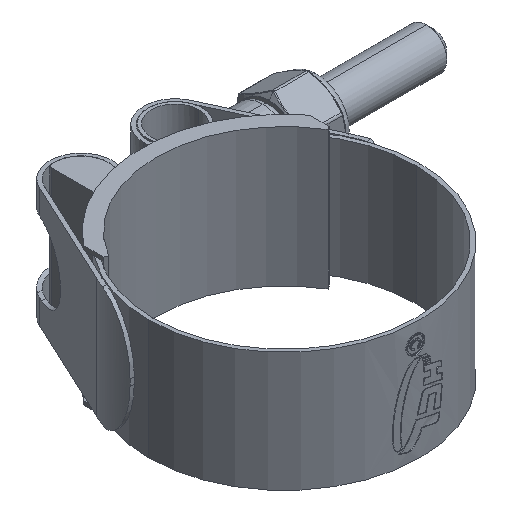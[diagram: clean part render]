
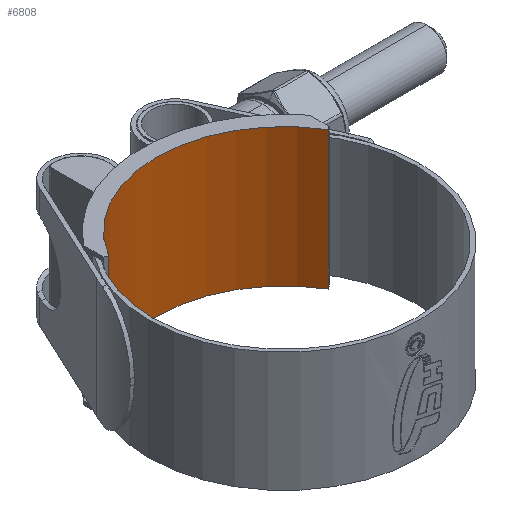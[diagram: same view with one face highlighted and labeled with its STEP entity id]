
A CAD part, isometric view. The second image highlights one B-rep face of the part: STEP entity #6808.
In plain terms, the highlighted cylindrical face has radius 20.39 mm (diameter 40.78 mm), a partial arc.
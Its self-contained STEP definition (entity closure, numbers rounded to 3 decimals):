
#348 = AXIS2_PLACEMENT_3D ( 'NONE', #2649, #4669, #2436 ) ;
#586 = DIRECTION ( 'NONE',  ( 1., 0., 0. ) ) ;
#861 = VERTEX_POINT ( 'NONE', #8621 ) ;
#1846 = EDGE_CURVE ( 'NONE', #11076, #861, #11296, .T. ) ;
#1851 = EDGE_CURVE ( 'NONE', #13721, #8754, #6789, .T. ) ;
#1929 = CARTESIAN_POINT ( 'NONE',  ( 0., 0., 10.39 ) ) ;
#2004 = FACE_OUTER_BOUND ( 'NONE', #5191, .T. ) ;
#2320 = EDGE_CURVE ( 'NONE', #11076, #8754, #10820, .T. ) ;
#2436 = DIRECTION ( 'NONE',  ( 1., 0., 0. ) ) ;
#2649 = CARTESIAN_POINT ( 'NONE',  ( 0., 0., 11. ) ) ;
#3548 = DIRECTION ( 'NONE',  ( 0., 0., 1. ) ) ;
#3780 = ORIENTED_EDGE ( 'NONE', *, *, #1846, .F. ) ;
#3992 = CARTESIAN_POINT ( 'NONE',  ( 17.477, 10.502, 11. ) ) ;
#4242 = VECTOR ( 'NONE', #6037, 1000. ) ;
#4669 = DIRECTION ( 'NONE',  ( 0., 0., -1. ) ) ;
#5191 = EDGE_LOOP ( 'NONE', ( #11122, #12522, #3780, #13864 ) ) ;
#6037 = DIRECTION ( 'NONE',  ( 0., 0., 1. ) ) ;
#6121 = CARTESIAN_POINT ( 'NONE',  ( 17.477, 10.502, 10.39 ) ) ;
#6720 = EDGE_CURVE ( 'NONE', #861, #13721, #11785, .T. ) ;
#6789 = CIRCLE ( 'NONE', #348, 20.39 ) ;
#6808 = ADVANCED_FACE ( 'NONE', ( #2004 ), #14522, .F. ) ;
#8288 = CARTESIAN_POINT ( 'NONE',  ( -17.477, 10.502, 11. ) ) ;
#8322 = CARTESIAN_POINT ( 'NONE',  ( 0., 0., -11. ) ) ;
#8440 = DIRECTION ( 'NONE',  ( 0., 0., 1. ) ) ;
#8621 = CARTESIAN_POINT ( 'NONE',  ( -17.477, 10.502, -11. ) ) ;
#8694 = VECTOR ( 'NONE', #8440, 1000. ) ;
#8754 = VERTEX_POINT ( 'NONE', #3992 ) ;
#10820 = LINE ( 'NONE', #6121, #8694 ) ;
#10956 = DIRECTION ( 'NONE',  ( 0., 0., 1. ) ) ;
#11076 = VERTEX_POINT ( 'NONE', #14236 ) ;
#11122 = ORIENTED_EDGE ( 'NONE', *, *, #1851, .F. ) ;
#11296 = CIRCLE ( 'NONE', #13206, 20.39 ) ;
#11785 = LINE ( 'NONE', #14083, #4242 ) ;
#12113 = AXIS2_PLACEMENT_3D ( 'NONE', #1929, #10956, #586 ) ;
#12522 = ORIENTED_EDGE ( 'NONE', *, *, #6720, .F. ) ;
#12866 = DIRECTION ( 'NONE',  ( 1., 0., 0. ) ) ;
#13206 = AXIS2_PLACEMENT_3D ( 'NONE', #8322, #3548, #12866 ) ;
#13721 = VERTEX_POINT ( 'NONE', #8288 ) ;
#13864 = ORIENTED_EDGE ( 'NONE', *, *, #2320, .T. ) ;
#14083 = CARTESIAN_POINT ( 'NONE',  ( -17.477, 10.502, 10.39 ) ) ;
#14236 = CARTESIAN_POINT ( 'NONE',  ( 17.477, 10.502, -11. ) ) ;
#14522 = CYLINDRICAL_SURFACE ( 'NONE', #12113, 20.39 ) ;
